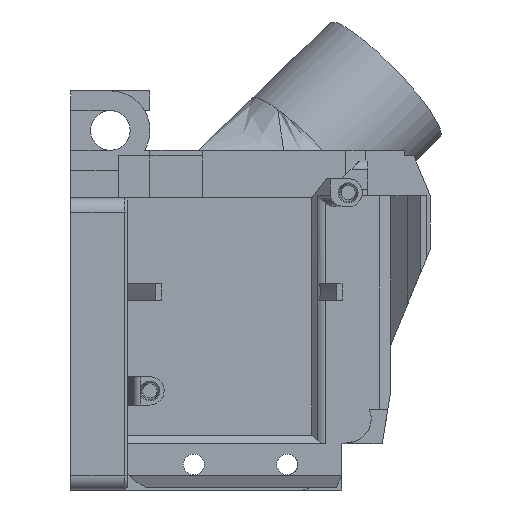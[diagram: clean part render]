
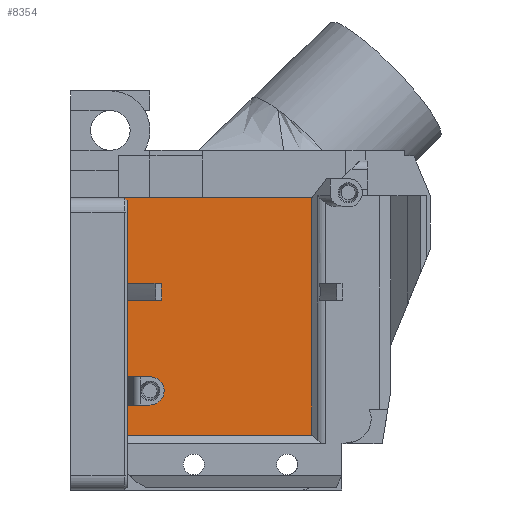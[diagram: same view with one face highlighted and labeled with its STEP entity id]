
A CAD part, left-side view. The second image highlights one B-rep face of the part: STEP entity #8354.
In plain terms, the highlighted planar face has unit normal (-1, 0, 0).
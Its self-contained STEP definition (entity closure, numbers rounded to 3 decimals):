
#100=FACE_BOUND('',#1280,.T.);
#338=PLANE('',#9060);
#808=FACE_OUTER_BOUND('',#1279,.T.);
#1279=EDGE_LOOP('',(#7461,#7462,#7463,#7464,#7465,#7466,#7467,#7468,#7469,
#7470,#7471));
#1280=EDGE_LOOP('',(#7472,#7473,#7474,#7475));
#1573=CIRCLE('',#8943,15.5);
#1574=CIRCLE('',#8947,21.5);
#1576=CIRCLE('',#8949,21.5);
#1577=CIRCLE('',#8951,2.5);
#2287=LINE('',#16085,#3108);
#2290=LINE('',#16096,#3111);
#2293=LINE('',#16105,#3114);
#2297=LINE('',#16122,#3118);
#2299=LINE('',#16126,#3120);
#2301=LINE('',#16129,#3122);
#2302=LINE('',#16131,#3123);
#2303=LINE('',#16133,#3124);
#2442=LINE('',#16477,#3263);
#2443=LINE('',#16480,#3264);
#2444=LINE('',#16481,#3265);
#3108=VECTOR('',#10719,10.);
#3111=VECTOR('',#10728,10.);
#3114=VECTOR('',#10733,10.);
#3118=VECTOR('',#10751,10.);
#3120=VECTOR('',#10755,10.);
#3122=VECTOR('',#10759,10.);
#3123=VECTOR('',#10762,10.);
#3124=VECTOR('',#10763,10.);
#3263=VECTOR('',#11110,10.);
#3264=VECTOR('',#11113,10.);
#3265=VECTOR('',#11114,10.);
#3987=VERTEX_POINT('',#16083);
#3988=VERTEX_POINT('',#16084);
#3989=VERTEX_POINT('',#16091);
#3990=VERTEX_POINT('',#16095);
#3991=VERTEX_POINT('',#16101);
#3992=VERTEX_POINT('',#16103);
#3993=VERTEX_POINT('',#16107);
#3995=VERTEX_POINT('',#16111);
#3996=VERTEX_POINT('',#16115);
#3997=VERTEX_POINT('',#16116);
#3998=VERTEX_POINT('',#16121);
#3999=VERTEX_POINT('',#16125);
#4000=VERTEX_POINT('',#16132);
#4095=VERTEX_POINT('',#16475);
#4096=VERTEX_POINT('',#16479);
#5072=EDGE_CURVE('',#3987,#3988,#2287,.T.);
#5075=EDGE_CURVE('',#3989,#3987,#1573,.T.);
#5077=EDGE_CURVE('',#3990,#3989,#2290,.T.);
#5081=EDGE_CURVE('',#3992,#3991,#2293,.T.);
#5082=EDGE_CURVE('',#3993,#3990,#1574,.T.);
#5085=EDGE_CURVE('',#3988,#3995,#1576,.T.);
#5086=EDGE_CURVE('',#3996,#3997,#1577,.T.);
#5089=EDGE_CURVE('',#3998,#3996,#2297,.T.);
#5091=EDGE_CURVE('',#3999,#3998,#2299,.T.);
#5093=EDGE_CURVE('',#3999,#3997,#2301,.T.);
#5094=EDGE_CURVE('',#3991,#3995,#2302,.T.);
#5095=EDGE_CURVE('',#4000,#3993,#2303,.T.);
#5268=EDGE_CURVE('',#3992,#4095,#2442,.T.);
#5269=EDGE_CURVE('',#4096,#4095,#2443,.T.);
#5270=EDGE_CURVE('',#4000,#4096,#2444,.F.);
#7461=ORIENTED_EDGE('',*,*,#5085,.T.);
#7462=ORIENTED_EDGE('',*,*,#5094,.F.);
#7463=ORIENTED_EDGE('',*,*,#5081,.F.);
#7464=ORIENTED_EDGE('',*,*,#5268,.T.);
#7465=ORIENTED_EDGE('',*,*,#5269,.F.);
#7466=ORIENTED_EDGE('',*,*,#5270,.F.);
#7467=ORIENTED_EDGE('',*,*,#5095,.T.);
#7468=ORIENTED_EDGE('',*,*,#5082,.T.);
#7469=ORIENTED_EDGE('',*,*,#5077,.T.);
#7470=ORIENTED_EDGE('',*,*,#5075,.T.);
#7471=ORIENTED_EDGE('',*,*,#5072,.T.);
#7472=ORIENTED_EDGE('',*,*,#5093,.F.);
#7473=ORIENTED_EDGE('',*,*,#5091,.T.);
#7474=ORIENTED_EDGE('',*,*,#5089,.T.);
#7475=ORIENTED_EDGE('',*,*,#5086,.T.);
#8354=ADVANCED_FACE('',(#808,#100),#338,.T.);
#8943=AXIS2_PLACEMENT_3D('',#16092,#10723,#10724);
#8947=AXIS2_PLACEMENT_3D('',#16108,#10736,#10737);
#8949=AXIS2_PLACEMENT_3D('',#16113,#10741,#10742);
#8951=AXIS2_PLACEMENT_3D('',#16117,#10745,#10746);
#9060=AXIS2_PLACEMENT_3D('',#16478,#11111,#11112);
#10719=DIRECTION('',(0.,1.,0.));
#10723=DIRECTION('center_axis',(-1.,0.,0.));
#10724=DIRECTION('ref_axis',(0.,-1.,0.));
#10728=DIRECTION('',(0.,-1.,0.));
#10733=DIRECTION('',(0.,1.,0.));
#10736=DIRECTION('center_axis',(1.,0.,0.));
#10737=DIRECTION('ref_axis',(0.,1.,0.));
#10741=DIRECTION('center_axis',(1.,0.,0.));
#10742=DIRECTION('ref_axis',(0.,1.,0.));
#10745=DIRECTION('center_axis',(1.,0.,0.));
#10746=DIRECTION('ref_axis',(0.,-1.,0.));
#10751=DIRECTION('',(0.,-1.,0.));
#10755=DIRECTION('',(0.,0.,1.));
#10759=DIRECTION('',(0.,-1.,0.));
#10762=DIRECTION('',(0.,0.,1.));
#10763=DIRECTION('',(0.,0.,-1.));
#11110=DIRECTION('',(0.,0.,1.));
#11111=DIRECTION('center_axis',(-1.,0.,0.));
#11112=DIRECTION('ref_axis',(0.,-1.,0.));
#11113=DIRECTION('',(0.,-1.,0.));
#11114=DIRECTION('',(0.,-0.707,-0.707));
#16083=CARTESIAN_POINT('',(-22.,13.927,36.719));
#16084=CARTESIAN_POINT('',(-22.,19.948,36.719));
#16085=CARTESIAN_POINT('',(-22.,1.214,36.719));
#16091=CARTESIAN_POINT('',(-22.,13.927,39.719));
#16092=CARTESIAN_POINT('Origin',(-22.,-1.5,38.219));
#16095=CARTESIAN_POINT('',(-22.,19.948,39.719));
#16096=CARTESIAN_POINT('',(-22.,1.716,39.719));
#16101=CARTESIAN_POINT('',(-22.,20.,12.93));
#16103=CARTESIAN_POINT('',(-22.,-12.603,12.93));
#16105=CARTESIAN_POINT('',(-22.,-11.216,12.93));
#16107=CARTESIAN_POINT('',(-22.,20.,38.22));
#16108=CARTESIAN_POINT('Origin',(-22.,-1.5,38.219));
#16111=CARTESIAN_POINT('',(-22.,20.,38.218));
#16113=CARTESIAN_POINT('Origin',(-22.,-1.5,38.219));
#16115=CARTESIAN_POINT('',(-22.,15.751,23.207));
#16116=CARTESIAN_POINT('',(-22.,16.,18.219));
#16117=CARTESIAN_POINT('Origin',(-22.,16.,20.719));
#16121=CARTESIAN_POINT('',(-22.,19.9,23.207));
#16122=CARTESIAN_POINT('',(-22.,-1.968,23.207));
#16125=CARTESIAN_POINT('',(-22.,19.9,18.219));
#16126=CARTESIAN_POINT('',(-22.,19.9,38.672));
#16129=CARTESIAN_POINT('',(-22.,3.5,18.219));
#16131=CARTESIAN_POINT('',(-22.,20.,33.922));
#16132=CARTESIAN_POINT('',(-22.,20.,54.319));
#16133=CARTESIAN_POINT('',(-22.,20.,49.199));
#16475=CARTESIAN_POINT('',(-22.,-12.603,54.819));
#16477=CARTESIAN_POINT('',(-22.,-12.603,29.088));
#16478=CARTESIAN_POINT('Origin',(-22.,-11.5,34.625));
#16479=CARTESIAN_POINT('',(-22.,20.5,54.819));
#16480=CARTESIAN_POINT('',(-22.,-5.125,54.819));
#16481=CARTESIAN_POINT('',(-22.,7.326,41.646));
